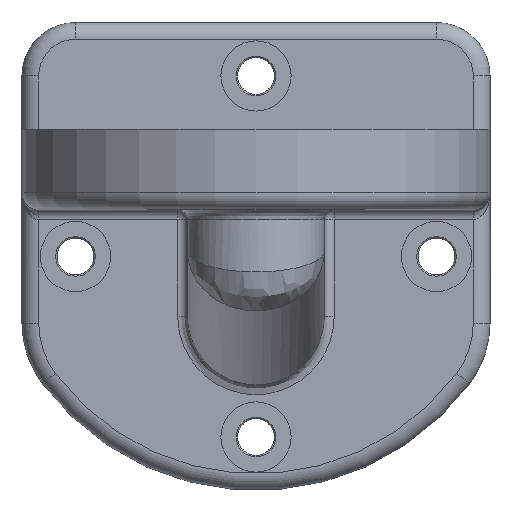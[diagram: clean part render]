
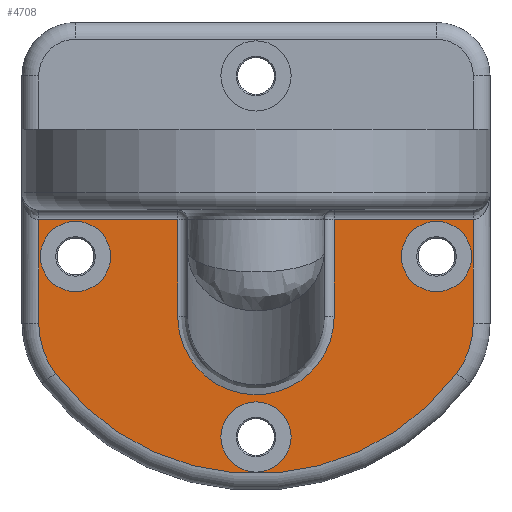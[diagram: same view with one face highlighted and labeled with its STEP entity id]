
A CAD part, front view. The second image highlights one B-rep face of the part: STEP entity #4708.
In plain terms, the highlighted planar face has unit normal (0, -1, 0).
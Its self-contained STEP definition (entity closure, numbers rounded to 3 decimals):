
#233=FACE_BOUND('',#741,.T.);
#234=FACE_BOUND('',#742,.T.);
#235=FACE_BOUND('',#743,.T.);
#443=FACE_OUTER_BOUND('',#740,.T.);
#740=EDGE_LOOP('',(#4020,#4021,#4022,#4023,#4024,#4025,#4026,#4027,#4028,
#4029));
#741=EDGE_LOOP('',(#4030));
#742=EDGE_LOOP('',(#4031));
#743=EDGE_LOOP('',(#4032));
#930=CIRCLE('',#4947,5.25);
#1012=CIRCLE('',#5133,12.5);
#1015=CIRCLE('',#5137,37.5);
#1019=CIRCLE('',#5158,5.25);
#1032=CIRCLE('',#5186,12.5);
#1036=CIRCLE('',#5197,5.25);
#1066=ELLIPSE('',#4987,11.746,11.7);
#1188=LINE('',#9380,#1576);
#1268=LINE('',#10471,#1656);
#1443=LINE('',#13234,#1831);
#1444=LINE('',#13236,#1832);
#1445=LINE('',#13239,#1833);
#1446=LINE('',#13241,#1834);
#1576=VECTOR('',#5562,14.427);
#1656=VECTOR('',#5818,20.8);
#1831=VECTOR('',#6471,20.8);
#1832=VECTOR('',#6474,14.427);
#1833=VECTOR('',#6479,15.5);
#1834=VECTOR('',#6482,15.5);
#2007=VERTEX_POINT('',#9374);
#2009=VERTEX_POINT('',#9378);
#2117=VERTEX_POINT('',#10450);
#2122=VERTEX_POINT('',#10467);
#2123=VERTEX_POINT('',#10469);
#2154=VERTEX_POINT('',#10908);
#2268=VERTEX_POINT('',#12836);
#2269=VERTEX_POINT('',#12838);
#2271=VERTEX_POINT('',#12844);
#2278=VERTEX_POINT('',#12887);
#2290=VERTEX_POINT('',#13074);
#2291=VERTEX_POINT('',#13219);
#2295=VERTEX_POINT('',#13242);
#2483=EDGE_CURVE('',#2007,#2009,#1188,.T.);
#2617=EDGE_CURVE('',#2117,#2117,#930,.T.);
#2627=EDGE_CURVE('',#2122,#2123,#1268,.T.);
#2673=EDGE_CURVE('',#2009,#2154,#1066,.T.);
#2879=EDGE_CURVE('',#2268,#2269,#1012,.T.);
#2882=EDGE_CURVE('',#2269,#2271,#1015,.T.);
#2901=EDGE_CURVE('',#2278,#2278,#1019,.T.);
#2933=EDGE_CURVE('',#2271,#2291,#1032,.T.);
#2940=EDGE_CURVE('',#2290,#2007,#1443,.T.);
#2941=EDGE_CURVE('',#2154,#2122,#1444,.T.);
#2942=EDGE_CURVE('',#2291,#2290,#1445,.T.);
#2943=EDGE_CURVE('',#2123,#2268,#1446,.T.);
#2944=EDGE_CURVE('',#2295,#2295,#1036,.T.);
#4020=ORIENTED_EDGE('',*,*,#2941,.T.);
#4021=ORIENTED_EDGE('',*,*,#2627,.T.);
#4022=ORIENTED_EDGE('',*,*,#2943,.T.);
#4023=ORIENTED_EDGE('',*,*,#2879,.T.);
#4024=ORIENTED_EDGE('',*,*,#2882,.T.);
#4025=ORIENTED_EDGE('',*,*,#2933,.T.);
#4026=ORIENTED_EDGE('',*,*,#2942,.T.);
#4027=ORIENTED_EDGE('',*,*,#2940,.T.);
#4028=ORIENTED_EDGE('',*,*,#2483,.T.);
#4029=ORIENTED_EDGE('',*,*,#2673,.T.);
#4030=ORIENTED_EDGE('',*,*,#2901,.F.);
#4031=ORIENTED_EDGE('',*,*,#2617,.F.);
#4032=ORIENTED_EDGE('',*,*,#2944,.F.);
#4473=PLANE('',#5196);
#4708=ADVANCED_FACE('',(#443,#233,#234,#235),#4473,.T.);
#4947=AXIS2_PLACEMENT_3D('',#10451,#5797,#5798);
#4987=AXIS2_PLACEMENT_3D('',#10910,#5911,#5912);
#5133=AXIS2_PLACEMENT_3D('',#12840,#6318,#6319);
#5137=AXIS2_PLACEMENT_3D('',#12846,#6326,#6327);
#5158=AXIS2_PLACEMENT_3D('',#12888,#6382,#6383);
#5186=AXIS2_PLACEMENT_3D('',#13221,#6454,#6455);
#5196=AXIS2_PLACEMENT_3D('',#13240,#6480,#6481);
#5197=AXIS2_PLACEMENT_3D('',#13243,#6483,#6484);
#5562=DIRECTION('',(0.,0.,-1.));
#5797=DIRECTION('center_axis',(0.,-1.,0.));
#5798=DIRECTION('ref_axis',(1.,0.,0.));
#5818=DIRECTION('',(-1.,0.,0.));
#5911=DIRECTION('center_axis',(0.,1.,0.));
#5912=DIRECTION('ref_axis',(0.,0.,1.));
#6318=DIRECTION('center_axis',(0.,-1.,0.));
#6319=DIRECTION('ref_axis',(1.,0.,0.));
#6326=DIRECTION('center_axis',(0.,-1.,0.));
#6327=DIRECTION('ref_axis',(1.,0.,0.));
#6382=DIRECTION('center_axis',(0.,-1.,0.));
#6383=DIRECTION('ref_axis',(1.,0.,0.));
#6454=DIRECTION('center_axis',(0.,-1.,0.));
#6455=DIRECTION('ref_axis',(1.,0.,0.));
#6471=DIRECTION('',(-1.,0.,0.));
#6474=DIRECTION('',(0.,0.,1.));
#6479=DIRECTION('',(0.,0.,1.));
#6480=DIRECTION('center_axis',(0.,-1.,0.));
#6481=DIRECTION('ref_axis',(0.,0.,-1.));
#6482=DIRECTION('',(0.,0.,-1.));
#6483=DIRECTION('center_axis',(0.,-1.,0.));
#6484=DIRECTION('ref_axis',(1.,0.,0.));
#9374=CARTESIAN_POINT('',(67.916,0.,16.072));
#9378=CARTESIAN_POINT('',(67.916,0.,1.645));
#9380=CARTESIAN_POINT('',(67.916,0.,0.572));
#10450=CARTESIAN_POINT('',(88.466,0.,10.572));
#10451=CARTESIAN_POINT('Origin',(83.216,0.,
10.572));
#10467=CARTESIAN_POINT('',(44.516,0.,16.072));
#10469=CARTESIAN_POINT('',(23.716,0.,16.072));
#10471=CARTESIAN_POINT('',(76.216,0.,16.072));
#10908=CARTESIAN_POINT('',(44.516,0.,1.645));
#10910=CARTESIAN_POINT('Origin',(56.216,0.,
1.644));
#12836=CARTESIAN_POINT('',(23.716,0.,0.572));
#12838=CARTESIAN_POINT('',(26.216,0.,-6.928));
#12840=CARTESIAN_POINT('Origin',(36.216,0.,0.572));
#12844=CARTESIAN_POINT('',(86.216,0.,-6.928));
#12846=CARTESIAN_POINT('Origin',(56.216,0.,
15.572));
#12887=CARTESIAN_POINT('',(34.466,0.,10.572));
#12888=CARTESIAN_POINT('Origin',(29.216,0.,10.572));
#13074=CARTESIAN_POINT('',(88.716,0.,16.072));
#13219=CARTESIAN_POINT('',(88.716,0.,0.572));
#13221=CARTESIAN_POINT('Origin',(76.216,0.,
0.572));
#13234=CARTESIAN_POINT('',(76.216,0.,16.072));
#13236=CARTESIAN_POINT('',(44.516,0.,0.572));
#13239=CARTESIAN_POINT('',(88.716,0.,0.572));
#13240=CARTESIAN_POINT('Origin',(76.216,0.,
0.572));
#13241=CARTESIAN_POINT('',(23.716,0.,0.572));
#13242=CARTESIAN_POINT('',(61.466,0.,-16.428));
#13243=CARTESIAN_POINT('Origin',(56.216,0.,
-16.428));
